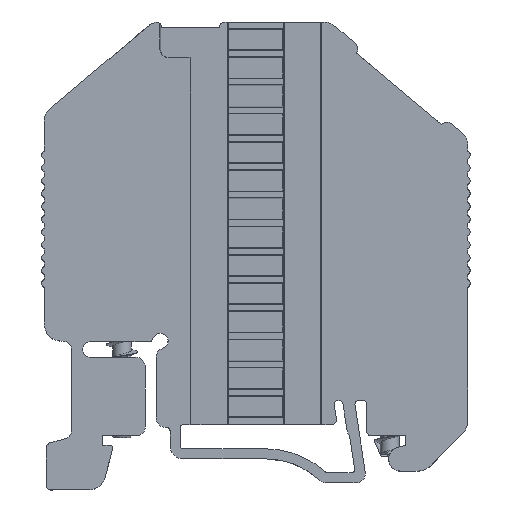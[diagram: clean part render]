
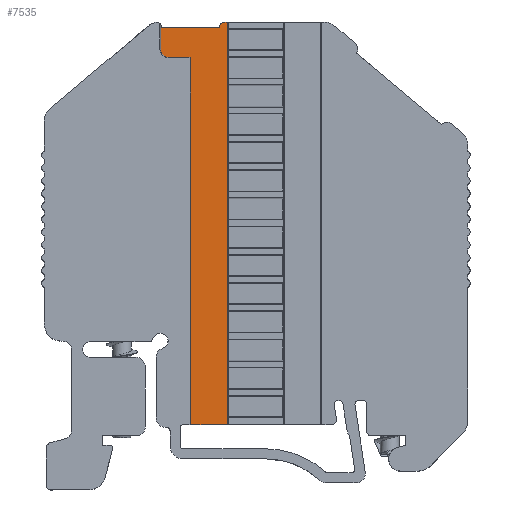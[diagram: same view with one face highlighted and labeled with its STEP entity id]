
A CAD part, top view. The second image highlights one B-rep face of the part: STEP entity #7535.
In plain terms, the highlighted planar face has unit normal (0, 0, 1).
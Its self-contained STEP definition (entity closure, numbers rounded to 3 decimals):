
#298=LINE('',#11824,#1097);
#318=LINE('',#11861,#1117);
#478=LINE('',#12238,#1277);
#479=LINE('',#12240,#1278);
#480=LINE('',#12241,#1279);
#481=LINE('',#12242,#1280);
#482=LINE('',#12246,#1281);
#1097=VECTOR('',#9154,1000.);
#1117=VECTOR('',#9176,1000.);
#1277=VECTOR('',#9544,1000.);
#1278=VECTOR('',#9545,1000.);
#1279=VECTOR('',#9546,1000.);
#1280=VECTOR('',#9547,1000.);
#1281=VECTOR('',#9550,1000.);
#1738=PLANE('',#8129);
#2123=CIRCLE('',#8045,0.6);
#2135=CIRCLE('',#8128,0.6);
#2136=CIRCLE('',#8130,0.908);
#3386=ORIENTED_EDGE('',*,*,#5103,.T.);
#3387=ORIENTED_EDGE('',*,*,#4921,.F.);
#3388=ORIENTED_EDGE('',*,*,#5104,.F.);
#3389=ORIENTED_EDGE('',*,*,#4901,.F.);
#3390=ORIENTED_EDGE('',*,*,#5102,.T.);
#3391=ORIENTED_EDGE('',*,*,#5105,.F.);
#3392=ORIENTED_EDGE('',*,*,#4939,.T.);
#3393=ORIENTED_EDGE('',*,*,#5106,.F.);
#3394=ORIENTED_EDGE('',*,*,#5107,.T.);
#3395=ORIENTED_EDGE('',*,*,#5108,.F.);
#4901=EDGE_CURVE('',#5932,#5933,#298,.T.);
#4921=EDGE_CURVE('',#5948,#5937,#318,.T.);
#4939=EDGE_CURVE('',#5950,#5949,#2123,.T.);
#5102=EDGE_CURVE('',#5932,#6042,#2135,.T.);
#5103=EDGE_CURVE('',#6043,#5937,#478,.T.);
#5104=EDGE_CURVE('',#5933,#5948,#479,.T.);
#5105=EDGE_CURVE('',#5950,#6042,#480,.T.);
#5106=EDGE_CURVE('',#6044,#5949,#481,.T.);
#5107=EDGE_CURVE('',#6044,#6045,#2136,.T.);
#5108=EDGE_CURVE('',#6043,#6045,#482,.T.);
#5932=VERTEX_POINT('',#11823);
#5933=VERTEX_POINT('',#11825);
#5937=VERTEX_POINT('',#11835);
#5948=VERTEX_POINT('',#11860);
#5949=VERTEX_POINT('',#11897);
#5950=VERTEX_POINT('',#11899);
#6042=VERTEX_POINT('',#12235);
#6043=VERTEX_POINT('',#12239);
#6044=VERTEX_POINT('',#12243);
#6045=VERTEX_POINT('',#12245);
#6605=EDGE_LOOP('',(#3386,#3387,#3388,#3389,#3390,#3391,#3392,#3393,#3394,
#3395));
#7043=FACE_BOUND('',#6605,.T.);
#7535=ADVANCED_FACE('',(#7043),#1738,.T.);
#8045=AXIS2_PLACEMENT_3D('',#11898,#9231,#9232);
#8128=AXIS2_PLACEMENT_3D('',#12236,#9540,#9541);
#8129=AXIS2_PLACEMENT_3D('',#12237,#9542,#9543);
#8130=AXIS2_PLACEMENT_3D('',#12244,#9548,#9549);
#9154=DIRECTION('',(1.,0.,0.));
#9176=DIRECTION('',(-1.,0.,0.));
#9231=DIRECTION('',(0.,0.,1.));
#9232=DIRECTION('',(1.,0.,0.));
#9540=DIRECTION('',(0.,0.,1.));
#9541=DIRECTION('',(1.,0.,0.));
#9542=DIRECTION('',(0.,0.,1.));
#9543=DIRECTION('',(1.,0.,0.));
#9544=DIRECTION('',(0.,-1.,0.));
#9545=DIRECTION('',(0.,-1.,0.));
#9546=DIRECTION('',(1.,0.,0.));
#9547=DIRECTION('',(0.,1.,0.));
#9548=DIRECTION('',(0.,0.,1.));
#9549=DIRECTION('',(1.,0.,0.));
#9550=DIRECTION('',(-1.,0.,0.));
#11823=CARTESIAN_POINT('',(-3.653,48.3,8.25));
#11824=CARTESIAN_POINT('',(7.722,48.3,8.25));
#11825=CARTESIAN_POINT('',(-3.31,48.3,8.25));
#11835=CARTESIAN_POINT('',(-7.608,1.228,8.25));
#11860=CARTESIAN_POINT('',(-3.31,1.228,8.25));
#11861=CARTESIAN_POINT('',(0.,1.228,8.25));
#11897=CARTESIAN_POINT('',(-11.133,48.004,8.25));
#11898=CARTESIAN_POINT('',(-11.65,47.7,8.25));
#11899=CARTESIAN_POINT('',(-11.05,47.7,8.25));
#12235=CARTESIAN_POINT('',(-4.253,47.7,8.25));
#12236=CARTESIAN_POINT('',(-3.653,47.7,8.25));
#12237=CARTESIAN_POINT('',(0.,0.,8.25));
#12238=CARTESIAN_POINT('',(-7.608,0.,8.25));
#12239=CARTESIAN_POINT('',(-7.608,44.192,8.25));
#12240=CARTESIAN_POINT('',(-3.31,0.,8.25));
#12241=CARTESIAN_POINT('',(-4.253,47.7,8.25));
#12242=CARTESIAN_POINT('',(-11.133,0.,8.25));
#12243=CARTESIAN_POINT('',(-11.133,45.1,8.25));
#12244=CARTESIAN_POINT('',(-10.225,45.1,8.25));
#12245=CARTESIAN_POINT('',(-10.225,44.192,8.25));
#12246=CARTESIAN_POINT('',(0.,44.192,8.25));
